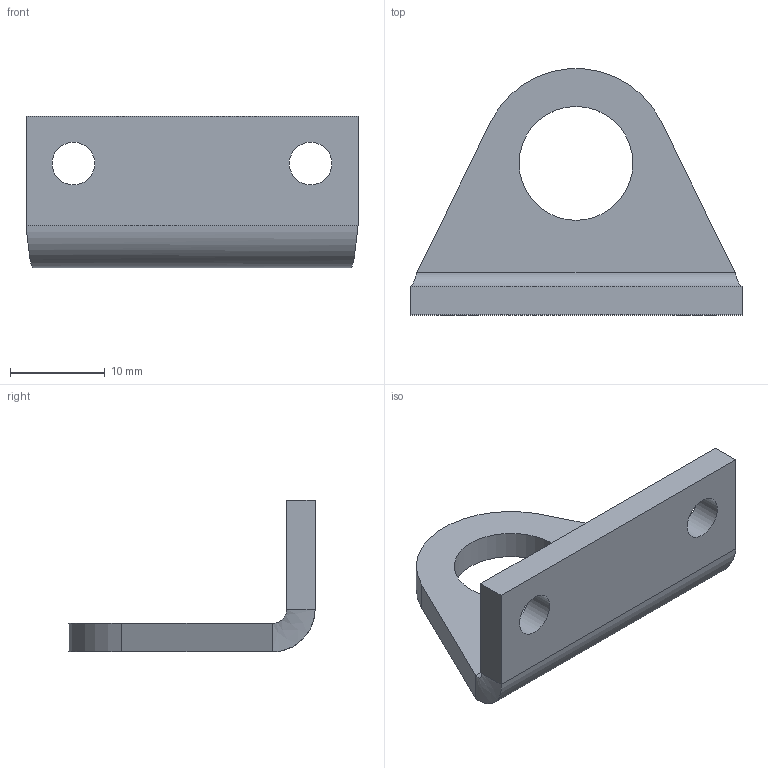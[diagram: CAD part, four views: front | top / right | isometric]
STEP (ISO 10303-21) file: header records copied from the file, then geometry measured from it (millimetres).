
FILE_DESCRIPTION(/* description */ (''),/* implementation_level */ '2;1');
FILE_NAME(/* name */ 'C-B-FM-010.stp',/* time_stamp */ '2016-01-07T12:25:58+01:00',/* author */ (''),/* organization */ (''),/* preprocessor_version */ 'ST-DEVELOPER v15.2',/* originating_system */ 'Autodesk Translator Framework v2.0.0.5431',/* authorisation */ '');
FILE_SCHEMA (('AUTOMOTIVE_DESIGN { 1 0 10303 214 3 1 1 }'));
Length unit declared in the file: centimetre
Products named in the file (1): (Unsaved)
Bounding box: 35 x 25.96 x 16 mm (x, y, z)
Volume: 2696.8 mm3; surface area: 2407.2 mm2
Topology: 1 solids, 1 shells, 895 faces, 2423 edges, 1553 vertices
Faces by surface type: bspline 690, plane 199, cylinder 6
Full cylindrical faces by diameter (mm): 4.5 x2, 12 x1
Entity records: 34008 total; most frequent: CARTESIAN_POINT 16338, ORIENTED_EDGE 4926, EDGE_CURVE 2418, VERTEX_POINT 1551, DIRECTION 1451, B_SPLINE_CURVE_WITH_KNOTS 1387, LINE 1023, VECTOR 1023
